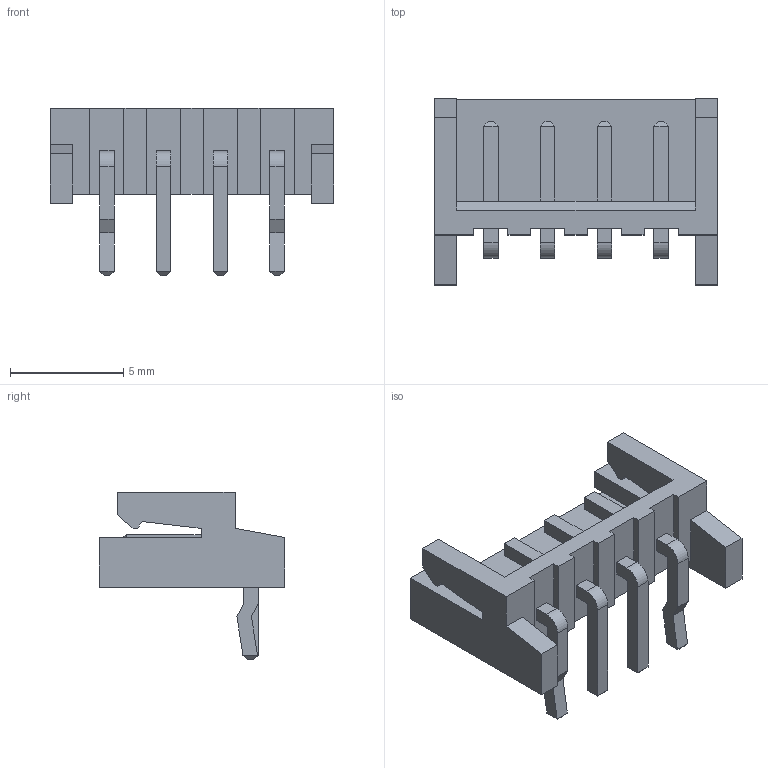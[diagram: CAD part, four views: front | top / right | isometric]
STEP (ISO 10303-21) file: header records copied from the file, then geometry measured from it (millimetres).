
FILE_DESCRIPTION(/* description */ ('model of JST_EH_S04B-EH_04x2.50mm_Angled.'),/* implementation_level */ FILE_NAME(/* name */ 'JST_EH_S04B-EH_04x2.50mm_Angled..stp',/* time_stamp */ '2017-02-23T17:14:13',/* author */ ('Rene Poeschl',''),/* organization */ (''),/* preprocessor_version */ '',/* originating_system */ '',/* authorisation */ '');
FILE_NAME(/* name */ 'JST_EH_S04B-EH_04x2.50mm_Angled..stp',/* time_stamp */ '2017-02-23T17:14:13',/* author */ ('Rene Poeschl',''),/* organization */ (''),/* preprocessor_version */ '',/* originating_system */ '',/* authorisation */ '');
FILE_SCHEMA(('AUTOMOTIVE_DESIGN_CC2 { 1 2 10303 214 -1 1 5 4 }'));
Length unit declared in the file: millimetre
Products named in the file (1): S04B_EH_A
Bounding box: 12.5 x 8.2 x 7.4 mm (x, y, z)
Volume: 135.6 mm3; surface area: 469.6 mm2
Topology: 1 solids, 1 shells, 150 faces, 416 edges, 276 vertices
Faces by surface type: plane 142, cylinder 8
Entity records: 11135 total; most frequent: CARTESIAN_POINT 1859, DIRECTION 1462, LINE 1128, VECTOR 1128, ORIENTED_EDGE 832, PCURVE 832, DEFINITIONAL_REPRESENTATION 832, EDGE_CURVE 416
